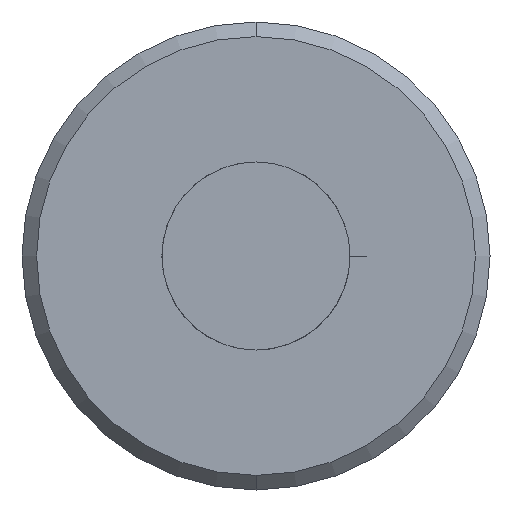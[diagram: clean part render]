
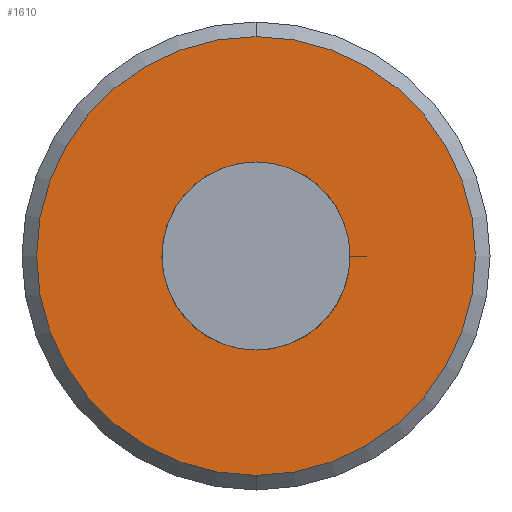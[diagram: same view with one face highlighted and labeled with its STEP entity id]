
A CAD part, front view. The second image highlights one B-rep face of the part: STEP entity #1610.
In plain terms, the highlighted planar face has unit normal (0, -1, 0).
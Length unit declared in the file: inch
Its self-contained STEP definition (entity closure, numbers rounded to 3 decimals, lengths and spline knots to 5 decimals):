
#2 = DIRECTION ( 'NONE',  ( 0., 0., 1. ) ) ;
#73 = PLANE ( 'NONE',  #5051 ) ;
#267 = DIRECTION ( 'NONE',  ( 0., 1., 0. ) ) ;
#303 = CARTESIAN_POINT ( 'NONE',  ( 0., -1.25, 0.23438 ) ) ;
#489 = CIRCLE ( 'NONE', #1440, 0.1005 ) ;
#617 = ORIENTED_EDGE ( 'NONE', *, *, #6753, .T. ) ;
#684 = ORIENTED_EDGE ( 'NONE', *, *, #5775, .T. ) ;
#847 = EDGE_CURVE ( 'NONE', #2961, #6177, #4481, .T. ) ;
#1058 = DIRECTION ( 'NONE',  ( 0., -1., 0. ) ) ;
#1327 = CIRCLE ( 'NONE', #6124, 0.23438 ) ;
#1440 = AXIS2_PLACEMENT_3D ( 'NONE', #1859, #4089, #3118 ) ;
#1480 = DIRECTION ( 'NONE',  ( 0., 0., 1. ) ) ;
#1610 = ADVANCED_FACE ( 'NONE', ( #2890, #5120 ), #73, .F. ) ;
#1624 = DIRECTION ( 'NONE',  ( 0., 0., 1. ) ) ;
#1859 = CARTESIAN_POINT ( 'NONE',  ( 0., -1.25, 0. ) ) ;
#1917 = AXIS2_PLACEMENT_3D ( 'NONE', #2630, #3786, #1480 ) ;
#1923 = VERTEX_POINT ( 'NONE', #4868 ) ;
#2233 = CARTESIAN_POINT ( 'NONE',  ( 0., -1.25, 0. ) ) ;
#2336 = CARTESIAN_POINT ( 'NONE',  ( 0., -1.25, 0. ) ) ;
#2490 = AXIS2_PLACEMENT_3D ( 'NONE', #2233, #1058, #2 ) ;
#2568 = DIRECTION ( 'NONE',  ( 0., 0., 1. ) ) ;
#2630 = CARTESIAN_POINT ( 'NONE',  ( 0., -1.25, 0. ) ) ;
#2737 = AXIS2_PLACEMENT_3D ( 'NONE', #5308, #267, #2568 ) ;
#2890 = FACE_BOUND ( 'NONE', #4883, .T. ) ;
#2937 = CARTESIAN_POINT ( 'NONE',  ( 0., -1.25, -0.23438 ) ) ;
#2961 = VERTEX_POINT ( 'NONE', #303 ) ;
#3118 = DIRECTION ( 'NONE',  ( 0., 0., 1. ) ) ;
#3287 = CARTESIAN_POINT ( 'NONE',  ( 0., -1.25, 0. ) ) ;
#3331 = CARTESIAN_POINT ( 'NONE',  ( 0., -1.25, -0.1005 ) ) ;
#3383 = ORIENTED_EDGE ( 'NONE', *, *, #5406, .T. ) ;
#3484 = EDGE_LOOP ( 'NONE', ( #3535, #684 ) ) ;
#3535 = ORIENTED_EDGE ( 'NONE', *, *, #847, .T. ) ;
#3609 = VERTEX_POINT ( 'NONE', #4187 ) ;
#3786 = DIRECTION ( 'NONE',  ( 0., 1., 0. ) ) ;
#3892 = CIRCLE ( 'NONE', #1917, 0.1005 ) ;
#4089 = DIRECTION ( 'NONE',  ( 0., 1., 0. ) ) ;
#4187 = CARTESIAN_POINT ( 'NONE',  ( 0.1005, -1.25, 0. ) ) ;
#4474 = VERTEX_POINT ( 'NONE', #3331 ) ;
#4481 = CIRCLE ( 'NONE', #2490, 0.23438 ) ;
#4564 = DIRECTION ( 'NONE',  ( 0., 1., 0. ) ) ;
#4868 = CARTESIAN_POINT ( 'NONE',  ( 0., -1.25, 0.1005 ) ) ;
#4883 = EDGE_LOOP ( 'NONE', ( #3383, #5701, #617 ) ) ;
#5051 = AXIS2_PLACEMENT_3D ( 'NONE', #2336, #4564, #6800 ) ;
#5120 = FACE_OUTER_BOUND ( 'NONE', #3484, .T. ) ;
#5308 = CARTESIAN_POINT ( 'NONE',  ( 0., -1.25, 0. ) ) ;
#5406 = EDGE_CURVE ( 'NONE', #3609, #4474, #6467, .T. ) ;
#5701 = ORIENTED_EDGE ( 'NONE', *, *, #6222, .T. ) ;
#5775 = EDGE_CURVE ( 'NONE', #6177, #2961, #1327, .T. ) ;
#6124 = AXIS2_PLACEMENT_3D ( 'NONE', #3287, #6137, #1624 ) ;
#6137 = DIRECTION ( 'NONE',  ( 0., -1., 0. ) ) ;
#6177 = VERTEX_POINT ( 'NONE', #2937 ) ;
#6222 = EDGE_CURVE ( 'NONE', #4474, #1923, #489, .T. ) ;
#6467 = CIRCLE ( 'NONE', #2737, 0.1005 ) ;
#6753 = EDGE_CURVE ( 'NONE', #1923, #3609, #3892, .T. ) ;
#6800 = DIRECTION ( 'NONE',  ( 0., 0., 1. ) ) ;
